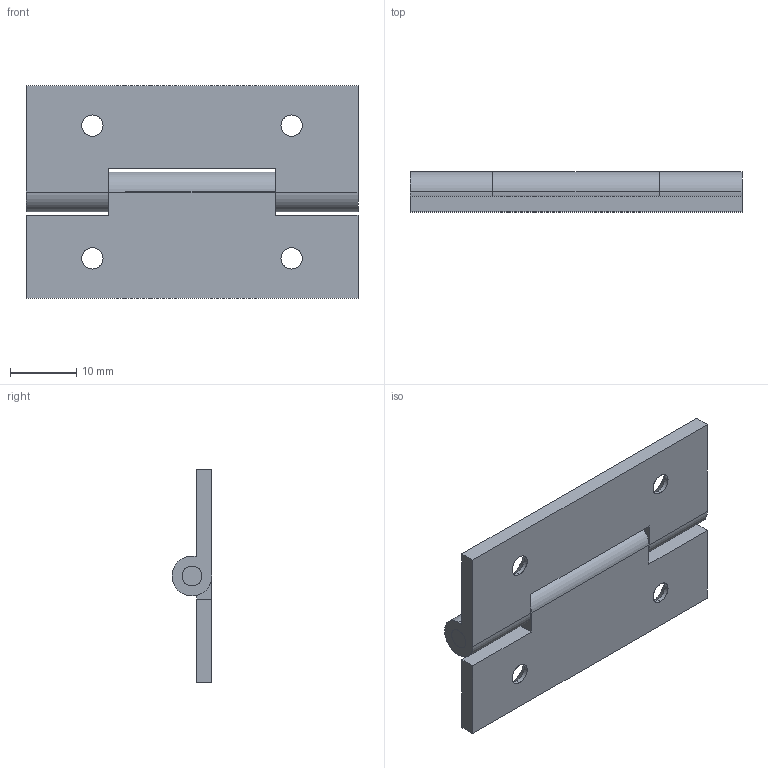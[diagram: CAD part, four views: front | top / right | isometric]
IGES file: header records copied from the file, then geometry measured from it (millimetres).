
Start section: SolidWorks IGES file using analytic representation for surfaces
Global section: file name: B-202-3.IGS,15; native system: HSolidWorks 2018; preprocessor: SolidWorks 2018; author: 0850ay; date: 210913.155051; units: millimetre
Bounding box: 50 x 6 x 32 mm (x, y, z)
Surface area: 5008.1 mm2 (no closed solid volume)
Topology: 0 solids, 0 shells, 52 faces, 872 edges, 872 vertices
Faces by surface type: revolution 33, bspline 19
